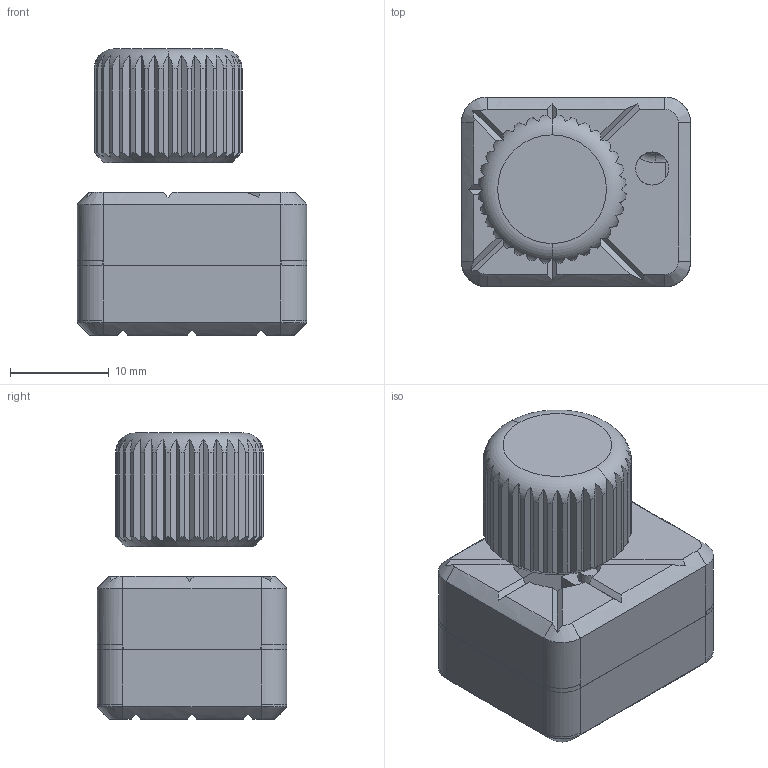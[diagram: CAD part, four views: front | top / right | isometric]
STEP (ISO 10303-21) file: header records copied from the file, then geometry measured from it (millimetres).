
FILE_DESCRIPTION (( 'STEP AP214' ), '1' );
FILE_NAME ('knob.STEP', '2022-02-18T14:40:33', ( '' ), ( '' ), 'SwSTEP 2.0', 'SolidWorks 2022', '' );
FILE_SCHEMA (( 'AUTOMOTIVE_DESIGN' ));
Length unit declared in the file: millimetre
Products named in the file (1): knob
Bounding box: 23.2 x 19.2 x 28.95 mm (x, y, z)
Volume: 4131.8 mm3; surface area: 4639 mm2
Topology: 3 solids, 3 shells, 356 faces, 911 edges, 562 vertices
Faces by surface type: plane 228, cylinder 98, bspline 16, torus 10, cone 4
Entity records: 12193 total; most frequent: CARTESIAN_POINT 4107, ORIENTED_EDGE 1822, DIRECTION 1489, EDGE_CURVE 911, VERTEX_POINT 562, AXIS2_PLACEMENT_3D 522, VECTOR 445, LINE 445
